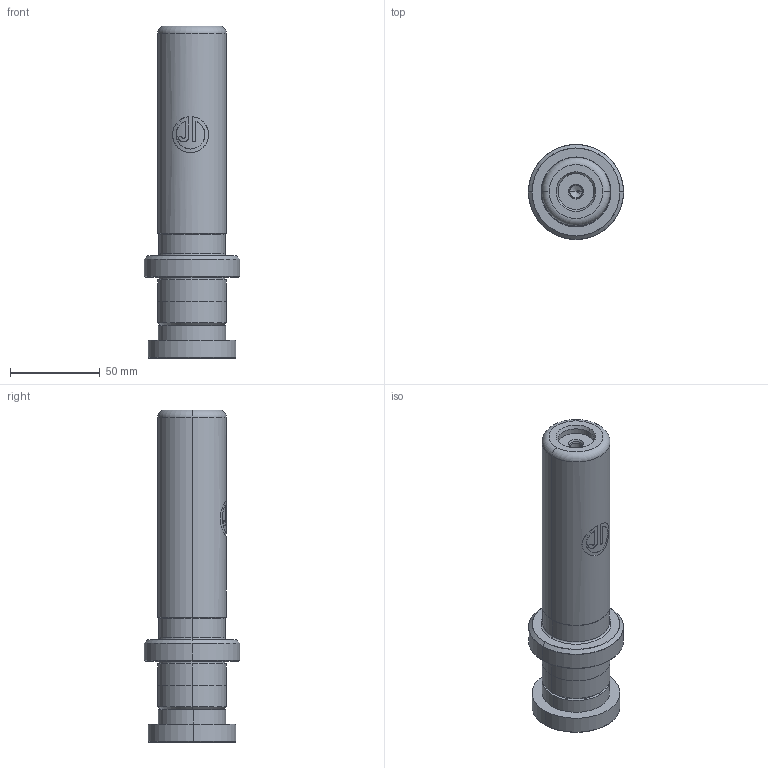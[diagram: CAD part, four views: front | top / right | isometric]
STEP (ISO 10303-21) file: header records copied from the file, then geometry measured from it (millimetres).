
FILE_DESCRIPTION (( 'STEP AP214' ), '1' );
FILE_NAME ('TRPK-D38-L140.STEP', '2025-02-13T03:15:42', ( '111' ), ( '21222' ), 'SwSTEP 2.0', 'SolidWorks 2020', '' );
FILE_SCHEMA (( 'AUTOMOTIVE_DESIGN' ));
Length unit declared in the file: millimetre
Products named in the file (3): TRPK-D38-L140; DRPK蹟簽D38
Assembly tree (2 placements, depth 2):
  TRPK-D38-L140
    TRPK-D38-L140
    DRPK蹟簽D38
Bounding box: 53 x 53 x 185 mm (x, y, z)
Volume: 215534 mm3; surface area: 33436.1 mm2
Topology: 2 solids, 2 shells, 99 faces, 214 edges, 128 vertices
Faces by surface type: cylinder 40, cone 26, plane 21, torus 12
Entity records: 3216 total; most frequent: CARTESIAN_POINT 890, DIRECTION 500, ORIENTED_EDGE 420, AXIS2_PLACEMENT_3D 210, EDGE_CURVE 210, VERTEX_POINT 128, EDGE_LOOP 114, CIRCLE 106
